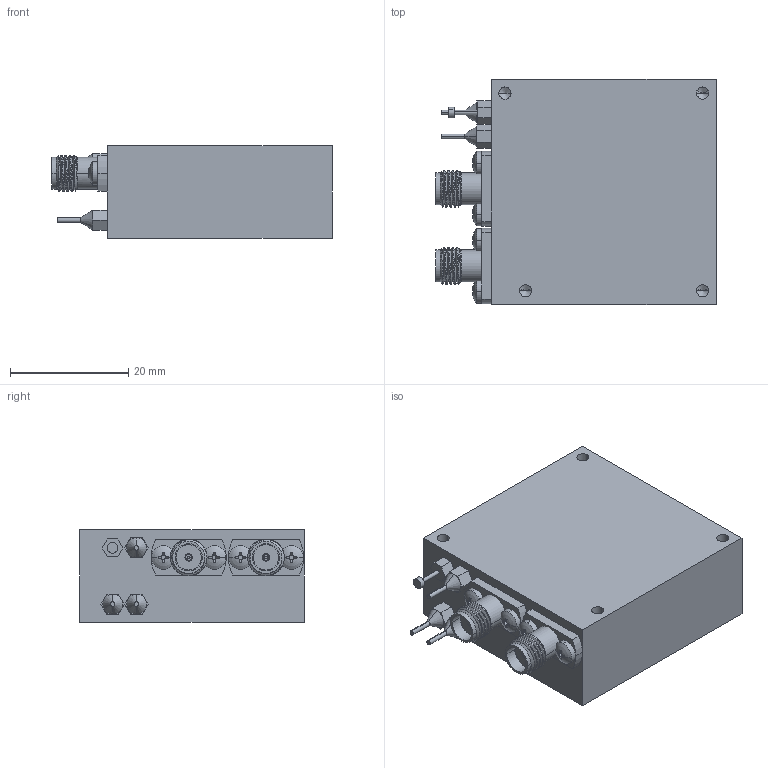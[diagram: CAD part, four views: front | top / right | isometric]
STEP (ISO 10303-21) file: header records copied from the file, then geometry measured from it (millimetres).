
FILE_DESCRIPTION (( 'STEP AP203' ), '1' );
FILE_NAME ('OP-EC-SM4.STEP', '2020-09-29T21:24:00', ( 'Windows User' ), ( '' ), 'SwSTEP 2.0', 'SolidWorks 2020', '' );
FILE_SCHEMA (( 'CONFIG_CONTROL_DESIGN' ));
Length unit declared in the file: inch
Products named in the file (1): OP-EC-SM4
Bounding box: 47.4 x 38 x 15.7 mm (x, y, z)
Volume: 23428.7 mm3; surface area: 7351 mm2
Topology: 19 solids, 19 shells, 398 faces, 962 edges, 620 vertices
Faces by surface type: cylinder 180, plane 174, cone 32, sphere 8, bspline 4
Entity records: 14107 total; most frequent: CARTESIAN_POINT 4797, DIRECTION 1972, ORIENTED_EDGE 1908, EDGE_CURVE 954, AXIS2_PLACEMENT_3D 777, VERTEX_POINT 620, EDGE_LOOP 452, VECTOR 418
